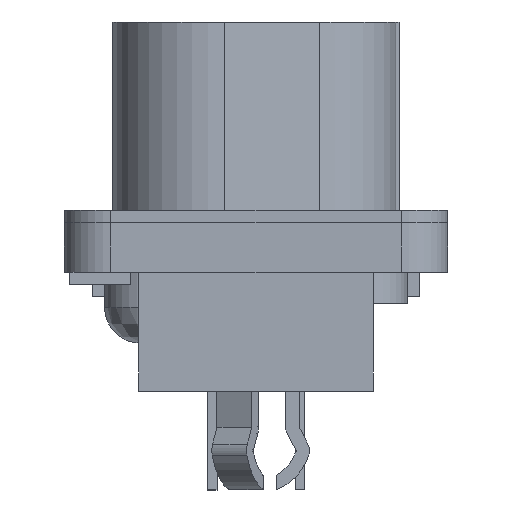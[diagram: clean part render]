
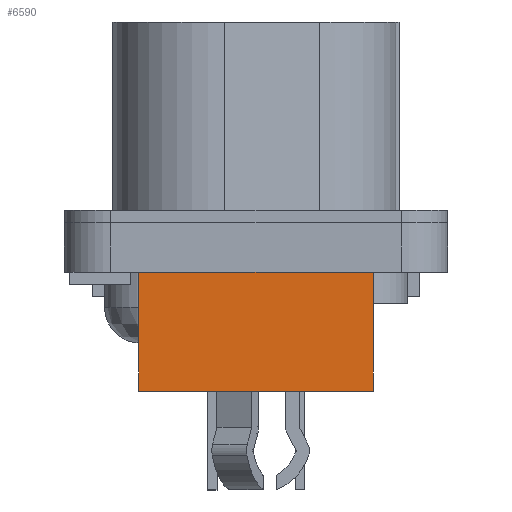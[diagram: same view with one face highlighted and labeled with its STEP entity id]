
A CAD part, left-side view. The second image highlights one B-rep face of the part: STEP entity #6590.
In plain terms, the highlighted planar face has unit normal (-1, 0, 0).
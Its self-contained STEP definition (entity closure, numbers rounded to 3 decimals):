
#6479=CARTESIAN_POINT('',(-15.445,-3.8,0.));
#6480=VERTEX_POINT('',#6479);
#6487=CARTESIAN_POINT('',(-15.445,3.8,0.));
#6488=VERTEX_POINT('',#6487);
#6489=CARTESIAN_POINT('',(-15.445,-3.8,0.));
#6490=DIRECTION('',(0.0,1.0,0.0));
#6491=VECTOR('',#6490,7.6);
#6492=LINE('',#6489,#6491);
#6493=EDGE_CURVE('',#6480,#6488,#6492,.T.);
#6523=CARTESIAN_POINT('',(-15.445,3.8,3.85));
#6524=VERTEX_POINT('',#6523);
#6531=CARTESIAN_POINT('',(-15.445,-3.8,3.85));
#6532=VERTEX_POINT('',#6531);
#6533=CARTESIAN_POINT('',(-15.445,3.8,3.85));
#6534=DIRECTION('',(0.0,-1.0,0.0));
#6535=VECTOR('',#6534,7.6);
#6536=LINE('',#6533,#6535);
#6537=EDGE_CURVE('',#6524,#6532,#6536,.T.);
#6557=CARTESIAN_POINT('',(-15.445,3.8,0.));
#6558=DIRECTION('',(0.0,0.0,1.0));
#6559=VECTOR('',#6558,3.85);
#6560=LINE('',#6557,#6559);
#6561=EDGE_CURVE('',#6488,#6524,#6560,.T.);
#6574=CARTESIAN_POINT('',(-15.445,0.0,1.925));
#6575=DIRECTION('',(1.0,0.0,0.0));
#6576=DIRECTION('',(0.0,0.0,1.0));
#6577=AXIS2_PLACEMENT_3D('',#6574,#6575,#6576);
#6578=PLANE('',#6577);
#6579=CARTESIAN_POINT('',(-15.445,-3.8,0.));
#6580=DIRECTION('',(0.0,0.0,1.0));
#6581=VECTOR('',#6580,3.85);
#6582=LINE('',#6579,#6581);
#6583=EDGE_CURVE('',#6480,#6532,#6582,.T.);
#6584=ORIENTED_EDGE('',*,*,#6583,.T.);
#6585=ORIENTED_EDGE('',*,*,#6537,.F.);
#6586=ORIENTED_EDGE('',*,*,#6561,.F.);
#6587=ORIENTED_EDGE('',*,*,#6493,.F.);
#6588=EDGE_LOOP('',(#6584,#6585,#6586,#6587));
#6589=FACE_OUTER_BOUND('',#6588,.T.);
#6590=ADVANCED_FACE('',(#6589),#6578,.F.);
